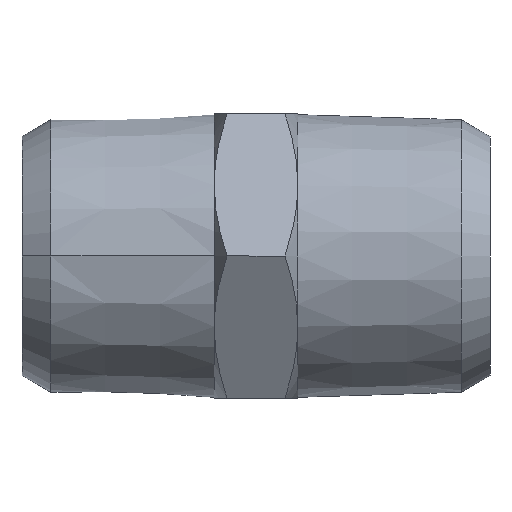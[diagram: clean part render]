
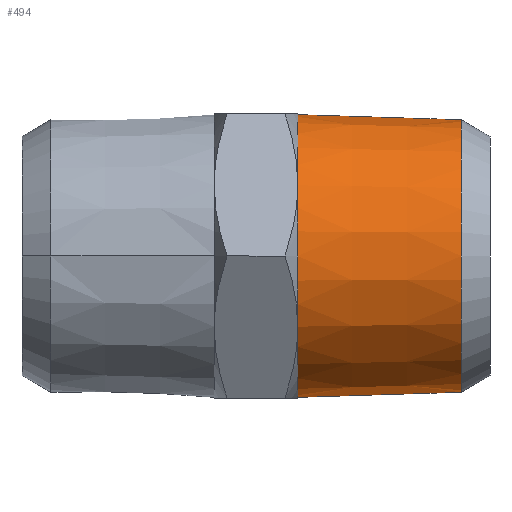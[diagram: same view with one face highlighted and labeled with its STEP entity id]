
A CAD part, left-side view. The second image highlights one B-rep face of the part: STEP entity #494.
In plain terms, the highlighted conical face has half-angle 1.79 degrees and reference radius 8.15 mm.
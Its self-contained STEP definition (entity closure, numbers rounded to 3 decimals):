
#1 = ORIENTED_EDGE ( 'NONE', *, *, #80, .F. ) ;
#15 = CARTESIAN_POINT ( 'NONE',  ( 0., 1.732, -8.15 ) ) ;
#24 = CIRCLE ( 'NONE', #107, 8.455 ) ;
#67 = DIRECTION ( 'NONE',  ( 0., 1., 0. ) ) ;
#78 = DIRECTION ( 'NONE',  ( 0., 0., 1. ) ) ;
#80 = EDGE_CURVE ( 'NONE', #859, #801, #24, .T. ) ;
#106 = CARTESIAN_POINT ( 'NONE',  ( 0., 1.732, 8.15 ) ) ;
#107 = AXIS2_PLACEMENT_3D ( 'NONE', #172, #325, #78 ) ;
#139 = CARTESIAN_POINT ( 'NONE',  ( 0., 1.732, -8.15 ) ) ;
#169 = ORIENTED_EDGE ( 'NONE', *, *, #583, .T. ) ;
#172 = CARTESIAN_POINT ( 'NONE',  ( 0., 11.5, 0. ) ) ;
#188 = VECTOR ( 'NONE', #468, 1000. ) ;
#223 = EDGE_CURVE ( 'NONE', #1023, #801, #609, .T. ) ;
#255 = CARTESIAN_POINT ( 'NONE',  ( 0., 11.5, -8.455 ) ) ;
#269 = CIRCLE ( 'NONE', #507, 8.15 ) ;
#325 = DIRECTION ( 'NONE',  ( 0., 1., 0. ) ) ;
#426 = EDGE_CURVE ( 'NONE', #502, #859, #885, .T. ) ;
#445 = AXIS2_PLACEMENT_3D ( 'NONE', #534, #791, #873 ) ;
#468 = DIRECTION ( 'NONE',  ( 0., 1., -0.031 ) ) ;
#494 = ADVANCED_FACE ( 'NONE', ( #500 ), #640, .T. ) ;
#500 = FACE_OUTER_BOUND ( 'NONE', #689, .T. ) ;
#502 = VERTEX_POINT ( 'NONE', #15 ) ;
#507 = AXIS2_PLACEMENT_3D ( 'NONE', #814, #67, #651 ) ;
#534 = CARTESIAN_POINT ( 'NONE',  ( 0., 1.732, 0. ) ) ;
#583 = EDGE_CURVE ( 'NONE', #502, #1023, #269, .T. ) ;
#609 = LINE ( 'NONE', #106, #700 ) ;
#640 = CONICAL_SURFACE ( 'NONE', #445, 8.15, 0.031 ) ;
#651 = DIRECTION ( 'NONE',  ( 0., 0., 1. ) ) ;
#689 = EDGE_LOOP ( 'NONE', ( #1057, #169, #1071, #1 ) ) ;
#699 = CARTESIAN_POINT ( 'NONE',  ( 0., 1.732, 8.15 ) ) ;
#700 = VECTOR ( 'NONE', #1041, 1000. ) ;
#791 = DIRECTION ( 'NONE',  ( 0., 1., 0. ) ) ;
#801 = VERTEX_POINT ( 'NONE', #1101 ) ;
#814 = CARTESIAN_POINT ( 'NONE',  ( 0., 1.732, 0. ) ) ;
#859 = VERTEX_POINT ( 'NONE', #255 ) ;
#873 = DIRECTION ( 'NONE',  ( 0., 0., 1. ) ) ;
#885 = LINE ( 'NONE', #139, #188 ) ;
#1023 = VERTEX_POINT ( 'NONE', #699 ) ;
#1041 = DIRECTION ( 'NONE',  ( 0., 1., 0.031 ) ) ;
#1057 = ORIENTED_EDGE ( 'NONE', *, *, #426, .F. ) ;
#1071 = ORIENTED_EDGE ( 'NONE', *, *, #223, .T. ) ;
#1101 = CARTESIAN_POINT ( 'NONE',  ( 0., 11.5, 8.455 ) ) ;
